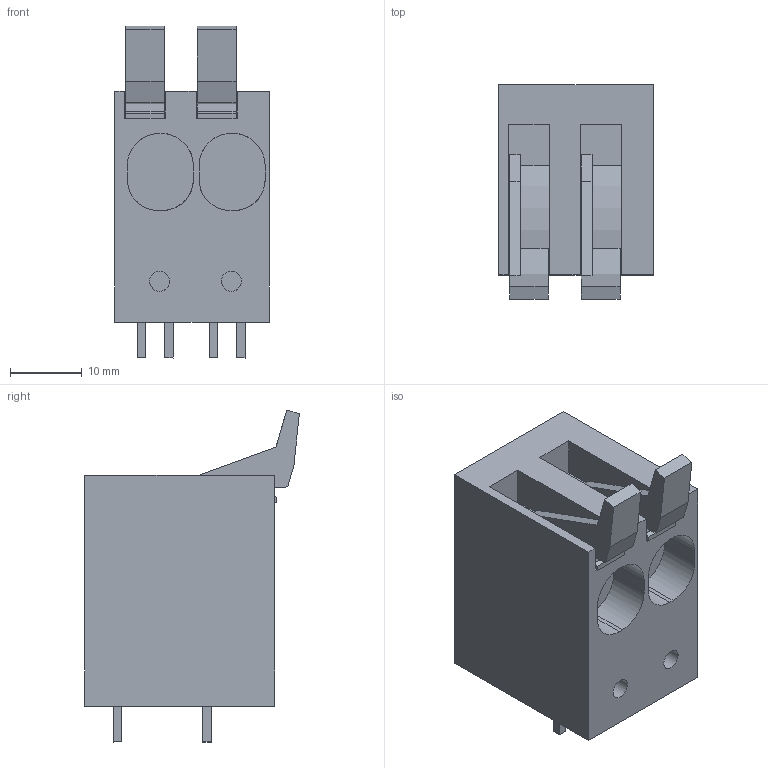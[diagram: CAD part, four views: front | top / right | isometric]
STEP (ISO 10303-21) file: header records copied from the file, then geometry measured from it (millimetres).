
FILE_DESCRIPTION(('CATIA V5 STEP Exchange','CAx-IF Rec.Pracs.--- Model Styling and Organization---1.2---2011-12-15'),'2;1');
FILE_NAME ('D1462400_0', '2018-04-17T10:25:11+00:00', ('none'), ('Weidmueller'), 'CATIA Version 5-6 Release 2014', 'CATIA V5 STEP AP214', 'none');
FILE_SCHEMA(('AUTOMOTIVE_DESIGN { 1 0 10303 214 1 1 1 1 }'));
Length unit declared in the file: millimetre
Products named in the file (1): 2453690000
Bounding box: 21.57 x 29.9 x 46.24 mm (x, y, z)
Volume: 15892.1 mm3; surface area: 6608.7 mm2
Topology: 5 solids, 5 shells, 124 faces, 340 edges, 232 vertices
Faces by surface type: plane 98, cylinder 26
Entity records: 4214 total; most frequent: CARTESIAN_POINT 1031, ORIENTED_EDGE 680, DIRECTION 524, EDGE_CURVE 340, VECTOR 282, LINE 282, VERTEX_POINT 232, AXIS2_PLACEMENT_3D 139
